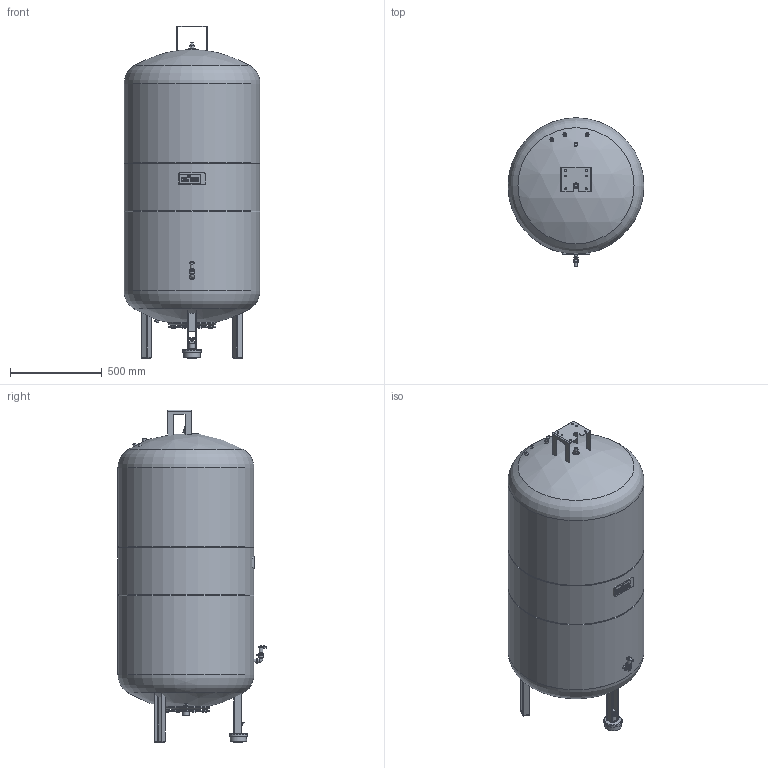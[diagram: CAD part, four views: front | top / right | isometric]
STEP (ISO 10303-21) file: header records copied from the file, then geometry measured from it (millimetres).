
FILE_DESCRIPTION(/* description */ (''),/* implementation_level */ '2;1');
FILE_NAME(/* name */ '3d_ReflexomatRG600_6bar-8799500.stp',/* time_stamp */ '2015-12-08T09:20:10+01:00',/* author */ ('Andrzej'),/* organization */ (''),/* preprocessor_version */ 'ST-DEVELOPER v15.5',/* originating_system */ 'AutoCAD Mechanical',/* authorisation */ '');
FILE_SCHEMA (('AUTOMOTIVE_DESIGN { 1 0 10303 214 3 1 1 }'));
Length unit declared in the file: millimetre
Products named in the file (1): Product
Bounding box: 740 x 806 x 1807 mm (x, y, z)
Volume: 592837284 mm3; surface area: 6166719.5 mm2
Topology: 25 solids, 25 shells, 594 faces, 1447 edges, 935 vertices
Faces by surface type: plane 338, cylinder 198, cone 23, torus 16, sphere 15, bspline 4
Full cylindrical faces by diameter (mm): 3.5 x1, 6 x1, 9 x2, 10 x16, 11.445 x3, 13 x1, 13.4 x2, 14.95 x1, 15 x1, 16 x2, 18.5 x4, 20 x4, 21.3 x2, 24 x1, 26 x1, 28 x2, 33.7 x1, 34 x1, 35 x1, 44 x1, 90 x2, 92 x1, 100 x1, 161 x1, 230 x1, 250 x1, 260 x2, 740 x5
Entity records: 17577 total; most frequent: CARTESIAN_POINT 3757, DIRECTION 2922, ORIENTED_EDGE 2630, EDGE_CURVE 1315, AXIS2_PLACEMENT_3D 1042, VERTEX_POINT 905, LINE 838, VECTOR 838
